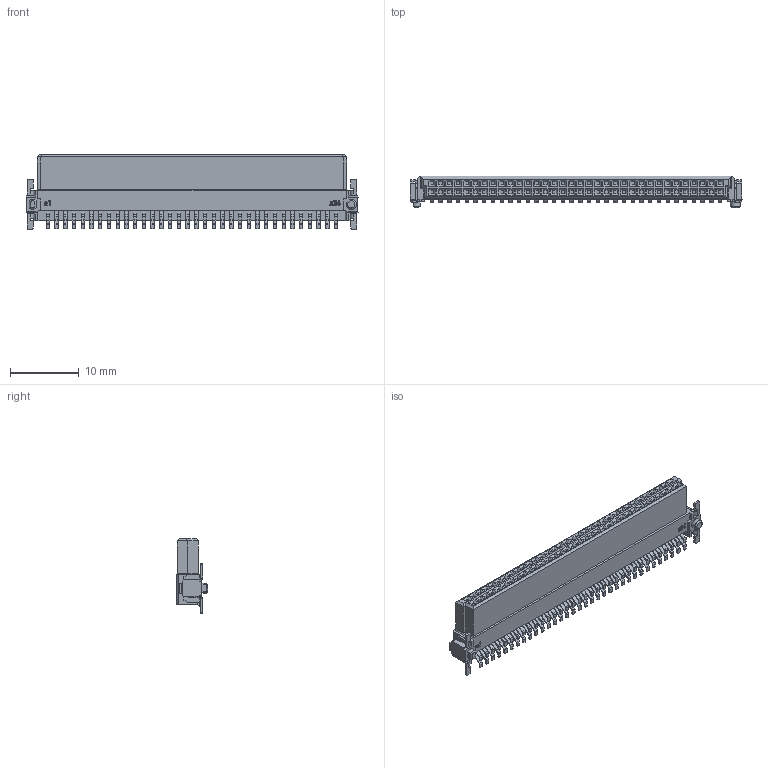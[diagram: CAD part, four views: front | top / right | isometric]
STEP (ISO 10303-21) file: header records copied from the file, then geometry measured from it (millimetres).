
FILE_DESCRIPTION( ('This file contains a STEP AP42 implementation' ,'as created by ZW3D STEP Interface translator.') ,'2;1' );
FILE_NAME( '3910-S068-096ZXXWR1.stp' ,'23 5 4.141128', (''), ('ZWCAD Software Co.'), 'Version 1.0', 'ZW3D to STEP translator', '' );
FILE_SCHEMA(('AUTOMOTIVE_DESIGN { 1 0 10303 214 1 1 1 1 }'));
Length unit declared in the file: millimetre
Products named in the file (2): 0; 3910-S068-096ZXXWR1
Bounding box: 48.26 x 4.6 x 10.8 mm (x, y, z)
Volume: 1195.2 mm3; surface area: 1666.4 mm2
Topology: 1 solids, 1 shells, 2848 faces, 7253 edges, 4549 vertices
Faces by surface type: plane 2153, cylinder 667, bspline 27, cone 1
Full cylindrical faces by diameter (mm): 1.45 x1
Entity records: 89241 total; most frequent: CARTESIAN_POINT 20088, ORIENTED_EDGE 14506, DIRECTION 12268, EDGE_CURVE 7253, VECTOR 5182, LINE 5182, VERTEX_POINT 4549, AXIS2_PLACEMENT_3D 3543
